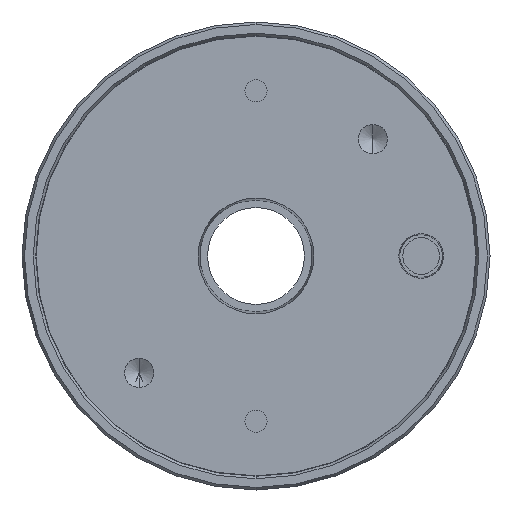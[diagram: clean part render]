
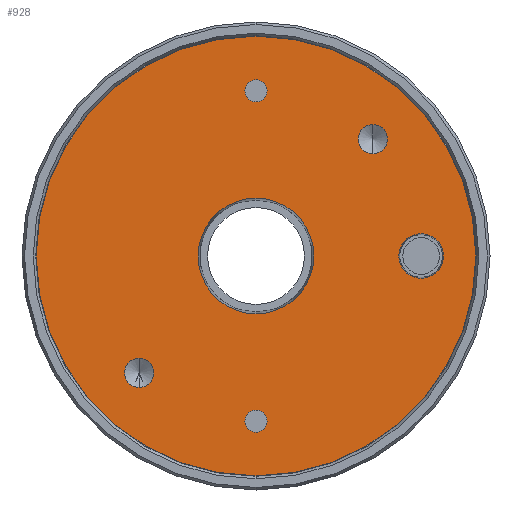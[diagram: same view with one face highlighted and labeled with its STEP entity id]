
A CAD part, front view. The second image highlights one B-rep face of the part: STEP entity #928.
In plain terms, the highlighted planar face has unit normal (0, -1, 0).
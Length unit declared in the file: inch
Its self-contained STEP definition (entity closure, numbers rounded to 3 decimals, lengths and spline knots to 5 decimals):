
#2 = VERTEX_POINT ( 'NONE', #265 ) ;
#12 = VERTEX_POINT ( 'NONE', #495 ) ;
#27 = DIRECTION ( 'NONE',  ( 0., -1., 0. ) ) ;
#65 = DIRECTION ( 'NONE',  ( 0., 0., -1. ) ) ;
#70 = EDGE_LOOP ( 'NONE', ( #2882, #2622 ) ) ;
#119 = DIRECTION ( 'NONE',  ( 0., 0., -1. ) ) ;
#126 = CARTESIAN_POINT ( 'NONE',  ( 0., 0., 0.525 ) ) ;
#128 = ORIENTED_EDGE ( 'NONE', *, *, #472, .F. ) ;
#142 = CARTESIAN_POINT ( 'NONE',  ( 0., 0., 1.5 ) ) ;
#170 = DIRECTION ( 'NONE',  ( 0., 0., -1. ) ) ;
#176 = ORIENTED_EDGE ( 'NONE', *, *, #2871, .F. ) ;
#201 = CARTESIAN_POINT ( 'NONE',  ( 0., 0., -1.5 ) ) ;
#265 = CARTESIAN_POINT ( 'NONE',  ( 1.06066, 0., 0.92785 ) ) ;
#271 = VERTEX_POINT ( 'NONE', #741 ) ;
#339 = CIRCLE ( 'NONE', #1061, 0.1005 ) ;
#340 = CARTESIAN_POINT ( 'NONE',  ( 1.5, 0., 0. ) ) ;
#352 = ORIENTED_EDGE ( 'NONE', *, *, #2551, .T. ) ;
#362 = DIRECTION ( 'NONE',  ( 0., -1., 0. ) ) ;
#431 = EDGE_CURVE ( 'NONE', #640, #2952, #800, .T. ) ;
#472 = EDGE_CURVE ( 'NONE', #482, #2174, #1849, .T. ) ;
#473 = ORIENTED_EDGE ( 'NONE', *, *, #1393, .F. ) ;
#482 = VERTEX_POINT ( 'NONE', #3157 ) ;
#483 = DIRECTION ( 'NONE',  ( 0., 0., -1. ) ) ;
#495 = CARTESIAN_POINT ( 'NONE',  ( 0., 0., -1.3995 ) ) ;
#514 = VERTEX_POINT ( 'NONE', #2915 ) ;
#524 = DIRECTION ( 'NONE',  ( 0., -1., 0. ) ) ;
#553 = VERTEX_POINT ( 'NONE', #1891 ) ;
#564 = ORIENTED_EDGE ( 'NONE', *, *, #2708, .F. ) ;
#566 = FACE_BOUND ( 'NONE', #1847, .T. ) ;
#580 = AXIS2_PLACEMENT_3D ( 'NONE', #1518, #2014, #1024 ) ;
#587 = CARTESIAN_POINT ( 'NONE',  ( 0., 0., 0. ) ) ;
#596 = EDGE_LOOP ( 'NONE', ( #176, #1689 ) ) ;
#610 = CARTESIAN_POINT ( 'NONE',  ( 0., 0., 0. ) ) ;
#640 = VERTEX_POINT ( 'NONE', #126 ) ;
#641 = AXIS2_PLACEMENT_3D ( 'NONE', #201, #2867, #690 ) ;
#690 = DIRECTION ( 'NONE',  ( 0., 0., -1. ) ) ;
#728 = CIRCLE ( 'NONE', #1584, 0.1005 ) ;
#741 = CARTESIAN_POINT ( 'NONE',  ( 0., 0., 1.6005 ) ) ;
#800 = CIRCLE ( 'NONE', #2264, 0.525 ) ;
#810 = PLANE ( 'NONE',  #2157 ) ;
#841 = EDGE_CURVE ( 'NONE', #553, #2004, #2467, .T. ) ;
#925 = DIRECTION ( 'NONE',  ( 0., 0., -1. ) ) ;
#928 = ADVANCED_FACE ( 'NONE', ( #3008, #566, #1319, #1047, #2296, #1723, #2283 ), #810, .F. ) ;
#936 = VERTEX_POINT ( 'NONE', #1126 ) ;
#943 = DIRECTION ( 'NONE',  ( 0., -1., 0. ) ) ;
#994 = AXIS2_PLACEMENT_3D ( 'NONE', #3000, #2527, #1770 ) ;
#1016 = DIRECTION ( 'NONE',  ( 0., 0., -1. ) ) ;
#1024 = DIRECTION ( 'NONE',  ( 0., 0., -1. ) ) ;
#1047 = FACE_BOUND ( 'NONE', #2918, .T. ) ;
#1051 = DIRECTION ( 'NONE',  ( 0., -1., 0. ) ) ;
#1061 = AXIS2_PLACEMENT_3D ( 'NONE', #2362, #3115, #925 ) ;
#1064 = DIRECTION ( 'NONE',  ( 0., -1., 0. ) ) ;
#1070 = DIRECTION ( 'NONE',  ( 0., -1., 0. ) ) ;
#1105 = VERTEX_POINT ( 'NONE', #1729 ) ;
#1126 = CARTESIAN_POINT ( 'NONE',  ( 0., 0., -1.996 ) ) ;
#1134 = CARTESIAN_POINT ( 'NONE',  ( 0., 0., -0.525 ) ) ;
#1143 = CARTESIAN_POINT ( 'NONE',  ( 0., 0., 1.996 ) ) ;
#1146 = DIRECTION ( 'NONE',  ( 0., -1., 0. ) ) ;
#1159 = AXIS2_PLACEMENT_3D ( 'NONE', #1245, #1980, #1711 ) ;
#1161 = AXIS2_PLACEMENT_3D ( 'NONE', #587, #1070, #2052 ) ;
#1235 = CARTESIAN_POINT ( 'NONE',  ( 0., 0., 1.5 ) ) ;
#1245 = CARTESIAN_POINT ( 'NONE',  ( -1.06066, 0., -1.06066 ) ) ;
#1273 = EDGE_LOOP ( 'NONE', ( #564, #1606 ) ) ;
#1319 = FACE_BOUND ( 'NONE', #596, .T. ) ;
#1340 = CIRCLE ( 'NONE', #1348, 0.13281 ) ;
#1348 = AXIS2_PLACEMENT_3D ( 'NONE', #2141, #943, #2873 ) ;
#1350 = VERTEX_POINT ( 'NONE', #2624 ) ;
#1393 = EDGE_CURVE ( 'NONE', #1350, #12, #2326, .T. ) ;
#1442 = CIRCLE ( 'NONE', #2636, 0.2025 ) ;
#1458 = EDGE_LOOP ( 'NONE', ( #352, #2472 ) ) ;
#1484 = EDGE_CURVE ( 'NONE', #2174, #482, #1603, .T. ) ;
#1518 = CARTESIAN_POINT ( 'NONE',  ( 0., 0., 0. ) ) ;
#1522 = VERTEX_POINT ( 'NONE', #1143 ) ;
#1534 = CIRCLE ( 'NONE', #2862, 1.996 ) ;
#1584 = AXIS2_PLACEMENT_3D ( 'NONE', #142, #1146, #170 ) ;
#1603 = CIRCLE ( 'NONE', #1159, 0.13281 ) ;
#1606 = ORIENTED_EDGE ( 'NONE', *, *, #3125, .F. ) ;
#1619 = EDGE_LOOP ( 'NONE', ( #2195, #3024 ) ) ;
#1623 = EDGE_CURVE ( 'NONE', #12, #1350, #339, .T. ) ;
#1689 = ORIENTED_EDGE ( 'NONE', *, *, #2401, .F. ) ;
#1711 = DIRECTION ( 'NONE',  ( 0., 0., -1. ) ) ;
#1723 = FACE_BOUND ( 'NONE', #1619, .T. ) ;
#1729 = CARTESIAN_POINT ( 'NONE',  ( 0., 0., 1.3995 ) ) ;
#1753 = CIRCLE ( 'NONE', #1161, 1.996 ) ;
#1770 = DIRECTION ( 'NONE',  ( 0., 0., -1. ) ) ;
#1794 = DIRECTION ( 'NONE',  ( 0., -1., 0. ) ) ;
#1810 = ORIENTED_EDGE ( 'NONE', *, *, #1623, .F. ) ;
#1847 = EDGE_LOOP ( 'NONE', ( #128, #2379 ) ) ;
#1849 = CIRCLE ( 'NONE', #3144, 0.13281 ) ;
#1856 = DIRECTION ( 'NONE',  ( 0., 0., 1. ) ) ;
#1891 = CARTESIAN_POINT ( 'NONE',  ( 1.5, 0., 0.2025 ) ) ;
#1939 = CIRCLE ( 'NONE', #580, 0.525 ) ;
#1980 = DIRECTION ( 'NONE',  ( 0., -1., 0. ) ) ;
#1998 = DIRECTION ( 'NONE',  ( 0., 0., -1. ) ) ;
#2004 = VERTEX_POINT ( 'NONE', #2153 ) ;
#2006 = CARTESIAN_POINT ( 'NONE',  ( -1.06066, 0., -0.92785 ) ) ;
#2014 = DIRECTION ( 'NONE',  ( 0., -1., 0. ) ) ;
#2052 = DIRECTION ( 'NONE',  ( 0., 0., -1. ) ) ;
#2064 = DIRECTION ( 'NONE',  ( 0., 0., -1. ) ) ;
#2075 = CIRCLE ( 'NONE', #2375, 0.1005 ) ;
#2141 = CARTESIAN_POINT ( 'NONE',  ( 1.06066, 0., 1.06066 ) ) ;
#2153 = CARTESIAN_POINT ( 'NONE',  ( 1.5, 0., -0.2025 ) ) ;
#2157 = AXIS2_PLACEMENT_3D ( 'NONE', #610, #2790, #1856 ) ;
#2171 = EDGE_CURVE ( 'NONE', #2004, #553, #1442, .T. ) ;
#2174 = VERTEX_POINT ( 'NONE', #2006 ) ;
#2195 = ORIENTED_EDGE ( 'NONE', *, *, #2696, .F. ) ;
#2236 = CARTESIAN_POINT ( 'NONE',  ( 1.5, 0., 0. ) ) ;
#2264 = AXIS2_PLACEMENT_3D ( 'NONE', #2575, #1794, #2064 ) ;
#2283 = FACE_OUTER_BOUND ( 'NONE', #1458, .T. ) ;
#2296 = FACE_BOUND ( 'NONE', #70, .T. ) ;
#2299 = CARTESIAN_POINT ( 'NONE',  ( -1.06066, 0., -1.06066 ) ) ;
#2326 = CIRCLE ( 'NONE', #641, 0.1005 ) ;
#2356 = CIRCLE ( 'NONE', #994, 0.13281 ) ;
#2362 = CARTESIAN_POINT ( 'NONE',  ( 0., 0., -1.5 ) ) ;
#2375 = AXIS2_PLACEMENT_3D ( 'NONE', #1235, #524, #483 ) ;
#2379 = ORIENTED_EDGE ( 'NONE', *, *, #1484, .F. ) ;
#2401 = EDGE_CURVE ( 'NONE', #271, #1105, #2075, .T. ) ;
#2467 = CIRCLE ( 'NONE', #2986, 0.2025 ) ;
#2472 = ORIENTED_EDGE ( 'NONE', *, *, #2620, .T. ) ;
#2483 = CARTESIAN_POINT ( 'NONE',  ( 0., 0., 0. ) ) ;
#2527 = DIRECTION ( 'NONE',  ( 0., -1., 0. ) ) ;
#2551 = EDGE_CURVE ( 'NONE', #936, #1522, #1753, .T. ) ;
#2575 = CARTESIAN_POINT ( 'NONE',  ( 0., 0., 0. ) ) ;
#2620 = EDGE_CURVE ( 'NONE', #1522, #936, #1534, .T. ) ;
#2622 = ORIENTED_EDGE ( 'NONE', *, *, #841, .F. ) ;
#2624 = CARTESIAN_POINT ( 'NONE',  ( 0., 0., -1.6005 ) ) ;
#2636 = AXIS2_PLACEMENT_3D ( 'NONE', #2236, #27, #65 ) ;
#2696 = EDGE_CURVE ( 'NONE', #2952, #640, #1939, .T. ) ;
#2708 = EDGE_CURVE ( 'NONE', #2, #514, #2356, .T. ) ;
#2790 = DIRECTION ( 'NONE',  ( 0., 1., 0. ) ) ;
#2862 = AXIS2_PLACEMENT_3D ( 'NONE', #2483, #1051, #1998 ) ;
#2867 = DIRECTION ( 'NONE',  ( 0., -1., 0. ) ) ;
#2871 = EDGE_CURVE ( 'NONE', #1105, #271, #728, .T. ) ;
#2873 = DIRECTION ( 'NONE',  ( 0., 0., -1. ) ) ;
#2882 = ORIENTED_EDGE ( 'NONE', *, *, #2171, .F. ) ;
#2915 = CARTESIAN_POINT ( 'NONE',  ( 1.06066, 0., 1.19348 ) ) ;
#2918 = EDGE_LOOP ( 'NONE', ( #473, #1810 ) ) ;
#2952 = VERTEX_POINT ( 'NONE', #1134 ) ;
#2986 = AXIS2_PLACEMENT_3D ( 'NONE', #340, #1064, #1016 ) ;
#3000 = CARTESIAN_POINT ( 'NONE',  ( 1.06066, 0., 1.06066 ) ) ;
#3008 = FACE_BOUND ( 'NONE', #1273, .T. ) ;
#3024 = ORIENTED_EDGE ( 'NONE', *, *, #431, .F. ) ;
#3115 = DIRECTION ( 'NONE',  ( 0., -1., 0. ) ) ;
#3125 = EDGE_CURVE ( 'NONE', #514, #2, #1340, .T. ) ;
#3144 = AXIS2_PLACEMENT_3D ( 'NONE', #2299, #362, #119 ) ;
#3157 = CARTESIAN_POINT ( 'NONE',  ( -1.06066, 0., -1.19348 ) ) ;
